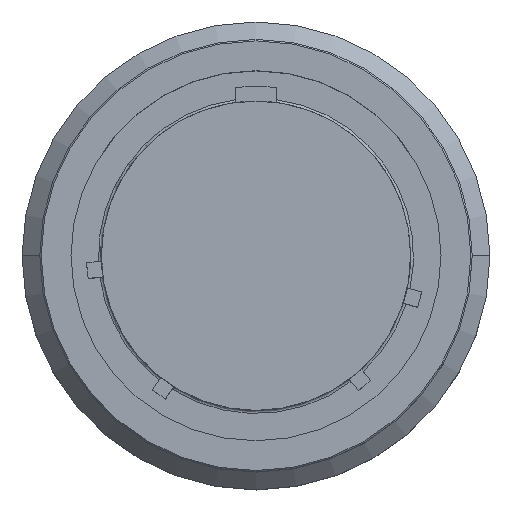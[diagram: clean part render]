
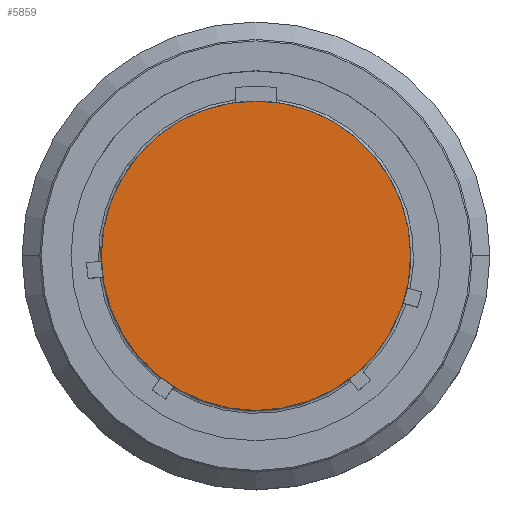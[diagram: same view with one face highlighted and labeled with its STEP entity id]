
A CAD part, top view. The second image highlights one B-rep face of the part: STEP entity #5859.
In plain terms, the highlighted planar face has unit normal (0, 0, 1).
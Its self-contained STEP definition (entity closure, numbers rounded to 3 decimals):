
#2285=CARTESIAN_POINT('',(0.,0.,9.95));
#2286=DIRECTION('',(0.,0.,1.));
#2287=DIRECTION('',(1.,0.,0.));
#2288=AXIS2_PLACEMENT_3D('',#2285,#2286,#2287);
#2290=CARTESIAN_POINT('',(0.,0.,9.95));
#2291=DIRECTION('',(0.,0.,-1.));
#2292=DIRECTION('',(1.,0.,0.));
#2293=AXIS2_PLACEMENT_3D('',#2290,#2291,#2292);
#2295=CARTESIAN_POINT('',(10.73,0.,9.95));
#2296=CARTESIAN_POINT('',(-10.73,0.,9.95));
#2297=VERTEX_POINT('',#2295);
#2298=VERTEX_POINT('',#2296);
#5850=CARTESIAN_POINT('',(0.,0.,9.95));
#5851=DIRECTION('',(0.,0.,-1.));
#5852=DIRECTION('',(-1.,0.,0.));
#5853=AXIS2_PLACEMENT_3D('',#5850,#5851,#5852);
#5854=PLANE('',#5853);
#5855=ORIENTED_EDGE('',*,*,#5689,.F.);
#5856=ORIENTED_EDGE('',*,*,#5794,.T.);
#5857=EDGE_LOOP('',(#5855,#5856));
#5858=FACE_OUTER_BOUND('',#5857,.F.);
#5859=ADVANCED_FACE('',(#5858),#5854,.F.);
#2289=CIRCLE('',#2288,10.73);
#2294=CIRCLE('',#2293,10.73);
#5689=EDGE_CURVE('',#2297,#2298,#2289,.T.);
#5794=EDGE_CURVE('',#2297,#2298,#2294,.T.);
